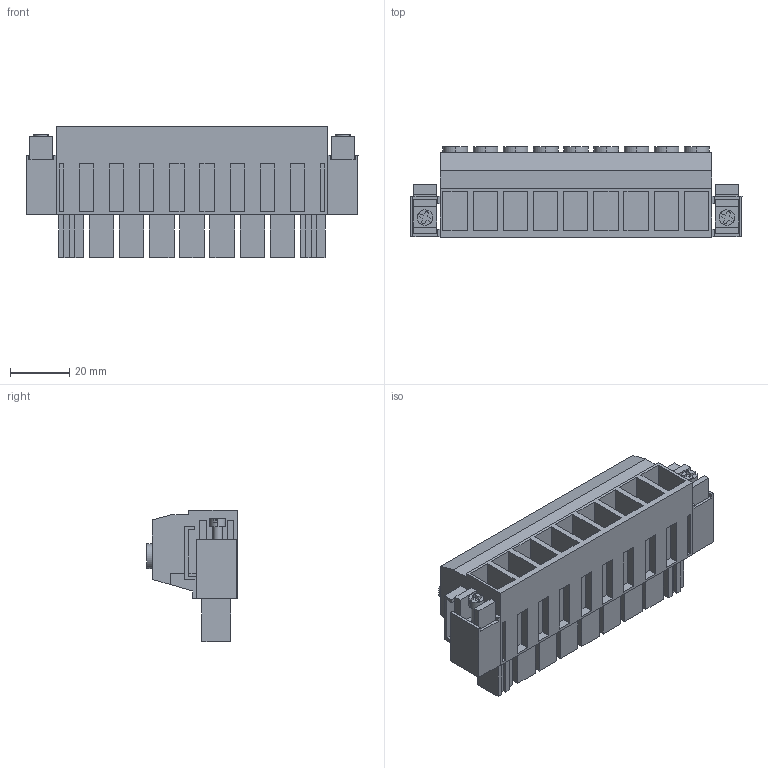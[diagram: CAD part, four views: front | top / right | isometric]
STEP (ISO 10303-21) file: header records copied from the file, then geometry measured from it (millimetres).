
FILE_DESCRIPTION(('CATIA V5 STEP Exchange','CAx-IF Rec.Pracs.--- Model Styling and Organization---1.2---2011-12-15'),'2;1');
FILE_NAME ('D1459183_0_1924780000_1924780000.stp','2017-04-28T06:42:13+00:00',('none'),('Weidmueller'),'CATIA Version 5-6 Release 2014','CATIA V5 STEP AP214','none');
FILE_SCHEMA(('AUTOMOTIVE_DESIGN { 1 0 10303 214 1 1 1 1 }'));
Length unit declared in the file: millimetre
Products named in the file (1): 1924780000
Bounding box: 111.76 x 30.6 x 44.1 mm (x, y, z)
Volume: 67368.2 mm3; surface area: 33647.7 mm2
Topology: 14 solids, 14 shells, 715 faces, 1941 edges, 1316 vertices
Faces by surface type: plane 627, cylinder 84, extrusion 4
Entity records: 21481 total; most frequent: CARTESIAN_POINT 4369, ORIENTED_EDGE 3882, DIRECTION 2829, EDGE_CURVE 1941, VECTOR 1725, LINE 1721, VERTEX_POINT 1316, EDGE_LOOP 785
